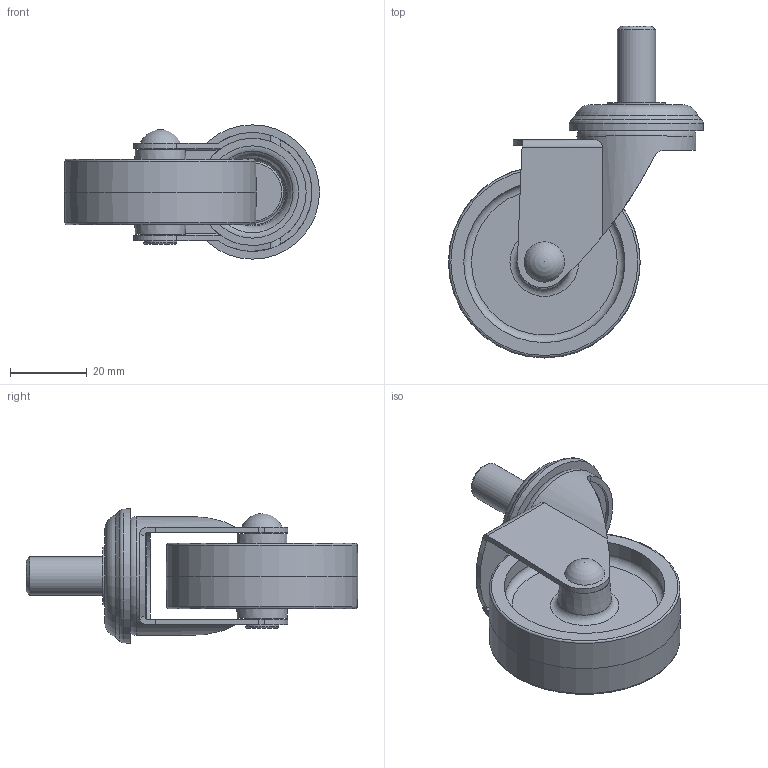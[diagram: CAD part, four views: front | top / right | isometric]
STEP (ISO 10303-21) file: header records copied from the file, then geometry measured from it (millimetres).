
FILE_DESCRIPTION(/* description */ ('STEP AP203'),/* implementation_level */ '2;1');
FILE_NAME(/* name */ '326102',/* time_stamp */ '2023-07-05T16:01:21+02:00',/* author */ ('License CC BY-ND 4.0'),/* organization */ ('CADENAS'),/* preprocessor_version */ 'ST-DEVELOPER v19.3',/* originating_system */ 'PARTsolutions',/* authorisation */ ' ');
FILE_SCHEMA (('CONFIG_CONTROL_DESIGN'));
Length unit declared in the file: millimetre
Products named in the file (3): 326102; 32 SRC 66; 321104
Assembly tree (2 placements, depth 2):
  326102
    32 SRC 66
    321104
Bounding box: 66.5 x 86.54 x 35 mm (x, y, z)
Volume: 31664.1 mm3; surface area: 18150.1 mm2
Topology: 2 solids, 2 shells, 71 faces, 156 edges, 96 vertices
Faces by surface type: plane 24, cylinder 22, torus 16, cone 8, sphere 1
Full cylindrical faces by diameter (mm): 8 x2, 8.6 x1, 10 x1, 15 x1, 16.2 x1, 31 x1, 42 x2
Entity records: 1857 total; most frequent: CARTESIAN_POINT 347, DIRECTION 318, ORIENTED_EDGE 236, AXIS2_PLACEMENT_3D 140, EDGE_CURVE 118, EDGE_LOOP 116, FACE_BOUND 116, VERTEX_POINT 92
